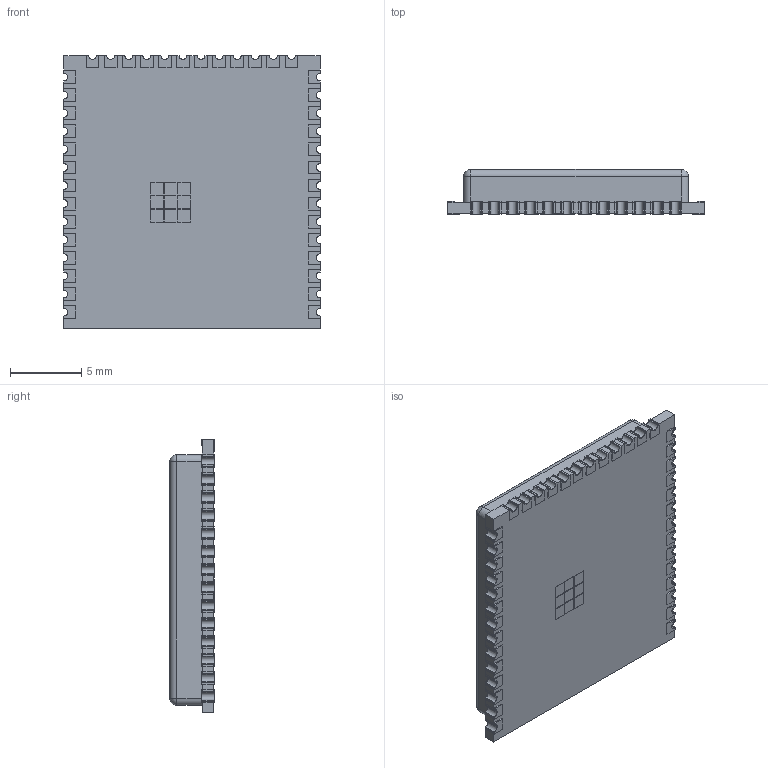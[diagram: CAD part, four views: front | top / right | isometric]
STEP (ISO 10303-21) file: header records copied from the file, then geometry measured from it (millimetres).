
FILE_DESCRIPTION(/* description */ (''),/* implementation_level */ '2;1');
FILE_NAME(/* name */ 'ESP32-S3-WROOM-U.step',/* time_stamp */ '2023-10-07T11:27:24+02:00',/* author */ (''),/* organization */ (''),/* preprocessor_version */ 'ST-DEVELOPER v20',/* originating_system */ 'Autodesk Translation Framework v12.14.0.127',/* authorisation */ '');
FILE_SCHEMA (('AUTOMOTIVE_DESIGN { 1 0 10303 214 3 1 1 }'));
Products named in the file (6): ESP32-S3-WROOM; ESP32-S3-WROOM_shell v11; ESP32-S3-WROOM_body v12; ESP-S3-WROOM_via v3(镜像); ESP-S3-WROOM_via v3; 73412-0110
Assembly tree (43 placements, depth 2):
  ESP32-S3-WROOM
    ESP-S3-WROOM_via v3  x26
    ESP32-S3-WROOM_shell v11
    ESP32-S3-WROOM_body v12
    ESP-S3-WROOM_via v3(镜像)  x14
    73412-0110
Bounding box: 18.02 x 3.16 x 19.17 mm (x, y, z)
Volume: 459.3 mm3; surface area: 1773.7 mm2
Topology: 132 solids, 132 shells, 2488 faces, 6614 edges, 4398 vertices
Faces by surface type: plane 1394, bspline 944, cylinder 141, torus 4, sphere 3, cone 2
Full cylindrical faces by diameter (mm): 0.2 x1, 0.5 x1, 0.55 x1
Entity records: 66626 total; most frequent: CARTESIAN_POINT 23259, ORIENTED_EDGE 10492, DIRECTION 5705, EDGE_CURVE 5246, VERTEX_POINT 3486, LINE 3219, VECTOR 3219, EDGE_LOOP 2098
